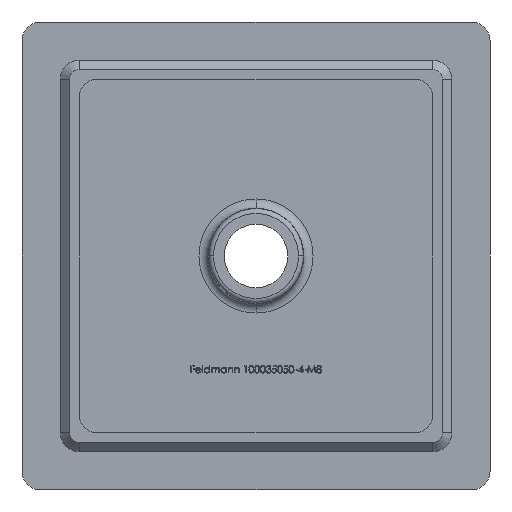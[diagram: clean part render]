
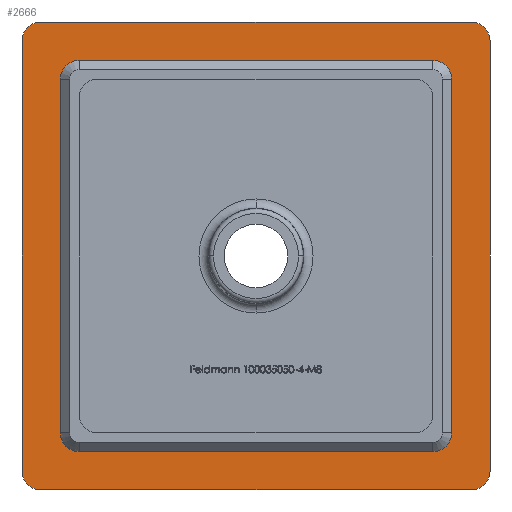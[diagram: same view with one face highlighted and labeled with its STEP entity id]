
A CAD part, front view. The second image highlights one B-rep face of the part: STEP entity #2666.
In plain terms, the highlighted planar face has unit normal (0, -1, 0).
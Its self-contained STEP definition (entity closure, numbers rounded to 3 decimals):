
#119 = ORIENTED_EDGE ( 'NONE', *, *, #4091, .T. ) ;
#264 = CARTESIAN_POINT ( 'NONE',  ( -18.9, 0., 20.9 ) ) ;
#393 = DIRECTION ( 'NONE',  ( 1., 0., 0. ) ) ;
#495 = EDGE_CURVE ( 'NONE', #12756, #3238, #11599, .T. ) ;
#689 = DIRECTION ( 'NONE',  ( -1., 0., 0. ) ) ;
#845 = ORIENTED_EDGE ( 'NONE', *, *, #495, .F. ) ;
#991 = DIRECTION ( 'NONE',  ( 0., 0., 1. ) ) ;
#1060 = VERTEX_POINT ( 'NONE', #6143 ) ;
#1065 = CARTESIAN_POINT ( 'NONE',  ( 23., 0., 25. ) ) ;
#1241 = CIRCLE ( 'NONE', #14403, 2. ) ;
#1247 = DIRECTION ( 'NONE',  ( 0., -1., 0. ) ) ;
#1546 = AXIS2_PLACEMENT_3D ( 'NONE', #14499, #15995, #3297 ) ;
#1557 = DIRECTION ( 'NONE',  ( 0., 0., 1. ) ) ;
#1641 = ORIENTED_EDGE ( 'NONE', *, *, #15418, .T. ) ;
#1724 = LINE ( 'NONE', #3065, #13298 ) ;
#1947 = LINE ( 'NONE', #4627, #15316 ) ;
#2242 = FACE_OUTER_BOUND ( 'NONE', #4210, .T. ) ;
#2499 = EDGE_CURVE ( 'NONE', #13212, #12472, #6919, .T. ) ;
#2666 = ADVANCED_FACE ( 'NONE', ( #2242, #6020 ), #5453, .F. ) ;
#2950 = DIRECTION ( 'NONE',  ( 0., 0., 1. ) ) ;
#3009 = DIRECTION ( 'NONE',  ( 0., 1., 0. ) ) ;
#3065 = CARTESIAN_POINT ( 'NONE',  ( 25., 0., -25. ) ) ;
#3238 = VERTEX_POINT ( 'NONE', #17752 ) ;
#3297 = DIRECTION ( 'NONE',  ( 0., 0., 1. ) ) ;
#3336 = CIRCLE ( 'NONE', #3486, 2. ) ;
#3408 = EDGE_LOOP ( 'NONE', ( #6699, #9292, #15425, #15713, #5417, #14666, #5587, #13513 ) ) ;
#3470 = CARTESIAN_POINT ( 'NONE',  ( -25., 0., 23. ) ) ;
#3486 = AXIS2_PLACEMENT_3D ( 'NONE', #16654, #5061, #9290 ) ;
#3851 = CIRCLE ( 'NONE', #17934, 2. ) ;
#4042 = CARTESIAN_POINT ( 'NONE',  ( 0., 0., 0. ) ) ;
#4091 = EDGE_CURVE ( 'NONE', #12756, #8921, #9109, .T. ) ;
#4163 = DIRECTION ( 'NONE',  ( 0., 0., 1. ) ) ;
#4195 = CARTESIAN_POINT ( 'NONE',  ( 20.9, 0., -18.9 ) ) ;
#4210 = EDGE_LOOP ( 'NONE', ( #845, #119, #15847, #1641, #17465, #5773, #12835, #7230 ) ) ;
#4601 = EDGE_CURVE ( 'NONE', #13212, #16904, #3336, .T. ) ;
#4610 = AXIS2_PLACEMENT_3D ( 'NONE', #15627, #9835, #11371 ) ;
#4627 = CARTESIAN_POINT ( 'NONE',  ( -25., 0., 25. ) ) ;
#4667 = LINE ( 'NONE', #13125, #16268 ) ;
#4706 = VERTEX_POINT ( 'NONE', #1065 ) ;
#4988 = CARTESIAN_POINT ( 'NONE',  ( -23., 0., 25. ) ) ;
#5061 = DIRECTION ( 'NONE',  ( 0., 1., 0. ) ) ;
#5101 = VERTEX_POINT ( 'NONE', #17163 ) ;
#5114 = CIRCLE ( 'NONE', #14575, 2. ) ;
#5226 = VERTEX_POINT ( 'NONE', #11609 ) ;
#5251 = CARTESIAN_POINT ( 'NONE',  ( 25., 0., -23. ) ) ;
#5417 = ORIENTED_EDGE ( 'NONE', *, *, #2499, .F. ) ;
#5453 = PLANE ( 'NONE',  #8808 ) ;
#5488 = DIRECTION ( 'NONE',  ( 0., 0., 1. ) ) ;
#5525 = CARTESIAN_POINT ( 'NONE',  ( -20.9, 0., 20.9 ) ) ;
#5530 = LINE ( 'NONE', #5525, #13086 ) ;
#5587 = ORIENTED_EDGE ( 'NONE', *, *, #12450, .F. ) ;
#5773 = ORIENTED_EDGE ( 'NONE', *, *, #9087, .T. ) ;
#5821 = EDGE_CURVE ( 'NONE', #1060, #12472, #5114, .T. ) ;
#6010 = EDGE_CURVE ( 'NONE', #18238, #7218, #4667, .T. ) ;
#6020 = FACE_BOUND ( 'NONE', #3408, .T. ) ;
#6143 = CARTESIAN_POINT ( 'NONE',  ( -18.9, 0., -20.9 ) ) ;
#6418 = CARTESIAN_POINT ( 'NONE',  ( -25., 0., -25. ) ) ;
#6699 = ORIENTED_EDGE ( 'NONE', *, *, #17848, .F. ) ;
#6708 = DIRECTION ( 'NONE',  ( 0., 0., -1. ) ) ;
#6919 = LINE ( 'NONE', #13676, #16946 ) ;
#7123 = CARTESIAN_POINT ( 'NONE',  ( -18.9, 0., -18.9 ) ) ;
#7138 = CARTESIAN_POINT ( 'NONE',  ( -20.9, 0., 18.9 ) ) ;
#7182 = DIRECTION ( 'NONE',  ( 0., 1., 0. ) ) ;
#7212 = CARTESIAN_POINT ( 'NONE',  ( -25., 0., -23. ) ) ;
#7218 = VERTEX_POINT ( 'NONE', #3470 ) ;
#7230 = ORIENTED_EDGE ( 'NONE', *, *, #15778, .T. ) ;
#7280 = DIRECTION ( 'NONE',  ( 0., 0., 1. ) ) ;
#7358 = DIRECTION ( 'NONE',  ( 0., 0., -1. ) ) ;
#7761 = CARTESIAN_POINT ( 'NONE',  ( -20.9, 0., -20.9 ) ) ;
#7822 = VERTEX_POINT ( 'NONE', #11445 ) ;
#8393 = CIRCLE ( 'NONE', #4610, 2. ) ;
#8480 = VECTOR ( 'NONE', #13075, 1000. ) ;
#8808 = AXIS2_PLACEMENT_3D ( 'NONE', #4042, #15477, #4163 ) ;
#8920 = CARTESIAN_POINT ( 'NONE',  ( -20.9, 0., -18.9 ) ) ;
#8921 = VERTEX_POINT ( 'NONE', #5251 ) ;
#8964 = VECTOR ( 'NONE', #689, 1000. ) ;
#9054 = VERTEX_POINT ( 'NONE', #4988 ) ;
#9087 = EDGE_CURVE ( 'NONE', #9054, #7218, #3851, .T. ) ;
#9109 = CIRCLE ( 'NONE', #1546, 2. ) ;
#9204 = EDGE_CURVE ( 'NONE', #5101, #9414, #18093, .T. ) ;
#9290 = DIRECTION ( 'NONE',  ( 0., 0., 1. ) ) ;
#9292 = ORIENTED_EDGE ( 'NONE', *, *, #14249, .T. ) ;
#9324 = AXIS2_PLACEMENT_3D ( 'NONE', #15197, #9518, #991 ) ;
#9414 = VERTEX_POINT ( 'NONE', #15279 ) ;
#9518 = DIRECTION ( 'NONE',  ( 0., 1., 0. ) ) ;
#9835 = DIRECTION ( 'NONE',  ( 0., -1., 0. ) ) ;
#10122 = VECTOR ( 'NONE', #7280, 1000. ) ;
#10446 = AXIS2_PLACEMENT_3D ( 'NONE', #12868, #3009, #2950 ) ;
#10810 = CARTESIAN_POINT ( 'NONE',  ( -23., 0., 23. ) ) ;
#11371 = DIRECTION ( 'NONE',  ( 0., 0., 1. ) ) ;
#11445 = CARTESIAN_POINT ( 'NONE',  ( 18.9, 0., -20.9 ) ) ;
#11491 = EDGE_CURVE ( 'NONE', #1060, #7822, #13808, .T. ) ;
#11599 = LINE ( 'NONE', #6418, #8964 ) ;
#11609 = CARTESIAN_POINT ( 'NONE',  ( 25., 0., 23. ) ) ;
#11808 = DIRECTION ( 'NONE',  ( 0., 0., 1. ) ) ;
#12232 = DIRECTION ( 'NONE',  ( 0., -1., 0. ) ) ;
#12388 = CIRCLE ( 'NONE', #10446, 2. ) ;
#12450 = EDGE_CURVE ( 'NONE', #5101, #16904, #5530, .T. ) ;
#12472 = VERTEX_POINT ( 'NONE', #8920 ) ;
#12756 = VERTEX_POINT ( 'NONE', #15142 ) ;
#12835 = ORIENTED_EDGE ( 'NONE', *, *, #6010, .F. ) ;
#12868 = CARTESIAN_POINT ( 'NONE',  ( 18.9, 0., -18.9 ) ) ;
#13075 = DIRECTION ( 'NONE',  ( 1., 0., 0. ) ) ;
#13086 = VECTOR ( 'NONE', #15153, 1000. ) ;
#13125 = CARTESIAN_POINT ( 'NONE',  ( -25., 0., -25. ) ) ;
#13212 = VERTEX_POINT ( 'NONE', #7138 ) ;
#13298 = VECTOR ( 'NONE', #7358, 1000. ) ;
#13513 = ORIENTED_EDGE ( 'NONE', *, *, #9204, .T. ) ;
#13676 = CARTESIAN_POINT ( 'NONE',  ( -20.9, 0., 20.9 ) ) ;
#13691 = DIRECTION ( 'NONE',  ( 0., 0., 1. ) ) ;
#13808 = LINE ( 'NONE', #7761, #8480 ) ;
#14010 = EDGE_CURVE ( 'NONE', #9054, #4706, #1947, .T. ) ;
#14023 = CARTESIAN_POINT ( 'NONE',  ( 23., 0., 23. ) ) ;
#14191 = EDGE_CURVE ( 'NONE', #5226, #8921, #1724, .T. ) ;
#14249 = EDGE_CURVE ( 'NONE', #15556, #7822, #12388, .T. ) ;
#14403 = AXIS2_PLACEMENT_3D ( 'NONE', #14023, #1247, #5488 ) ;
#14499 = CARTESIAN_POINT ( 'NONE',  ( 23., 0., -23. ) ) ;
#14575 = AXIS2_PLACEMENT_3D ( 'NONE', #7123, #7182, #1557 ) ;
#14666 = ORIENTED_EDGE ( 'NONE', *, *, #4601, .T. ) ;
#15142 = CARTESIAN_POINT ( 'NONE',  ( 23., 0., -25. ) ) ;
#15153 = DIRECTION ( 'NONE',  ( -1., 0., 0. ) ) ;
#15197 = CARTESIAN_POINT ( 'NONE',  ( 18.9, 0., 18.9 ) ) ;
#15279 = CARTESIAN_POINT ( 'NONE',  ( 20.9, 0., 18.9 ) ) ;
#15316 = VECTOR ( 'NONE', #393, 1000. ) ;
#15418 = EDGE_CURVE ( 'NONE', #5226, #4706, #1241, .T. ) ;
#15425 = ORIENTED_EDGE ( 'NONE', *, *, #11491, .F. ) ;
#15477 = DIRECTION ( 'NONE',  ( 0., 1., 0. ) ) ;
#15556 = VERTEX_POINT ( 'NONE', #4195 ) ;
#15567 = CARTESIAN_POINT ( 'NONE',  ( 20.9, 0., 20.9 ) ) ;
#15627 = CARTESIAN_POINT ( 'NONE',  ( -23., 0., -23. ) ) ;
#15713 = ORIENTED_EDGE ( 'NONE', *, *, #5821, .T. ) ;
#15778 = EDGE_CURVE ( 'NONE', #18238, #3238, #8393, .T. ) ;
#15847 = ORIENTED_EDGE ( 'NONE', *, *, #14191, .F. ) ;
#15995 = DIRECTION ( 'NONE',  ( 0., -1., 0. ) ) ;
#16268 = VECTOR ( 'NONE', #11808, 1000. ) ;
#16387 = LINE ( 'NONE', #15567, #10122 ) ;
#16654 = CARTESIAN_POINT ( 'NONE',  ( -18.9, 0., 18.9 ) ) ;
#16904 = VERTEX_POINT ( 'NONE', #264 ) ;
#16946 = VECTOR ( 'NONE', #6708, 1000. ) ;
#17163 = CARTESIAN_POINT ( 'NONE',  ( 18.9, 0., 20.9 ) ) ;
#17465 = ORIENTED_EDGE ( 'NONE', *, *, #14010, .F. ) ;
#17752 = CARTESIAN_POINT ( 'NONE',  ( -23., 0., -25. ) ) ;
#17848 = EDGE_CURVE ( 'NONE', #15556, #9414, #16387, .T. ) ;
#17934 = AXIS2_PLACEMENT_3D ( 'NONE', #10810, #12232, #13691 ) ;
#18093 = CIRCLE ( 'NONE', #9324, 2. ) ;
#18238 = VERTEX_POINT ( 'NONE', #7212 ) ;
